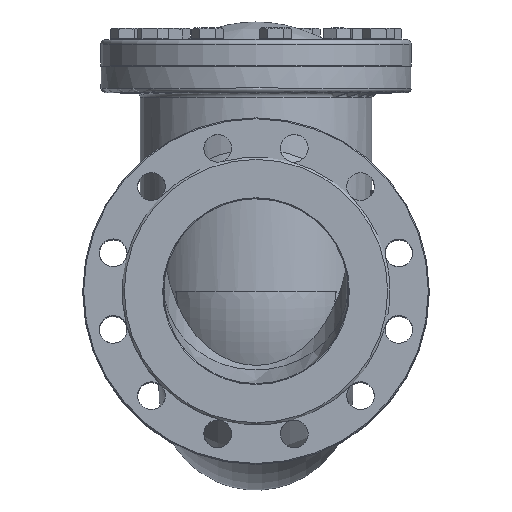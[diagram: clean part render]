
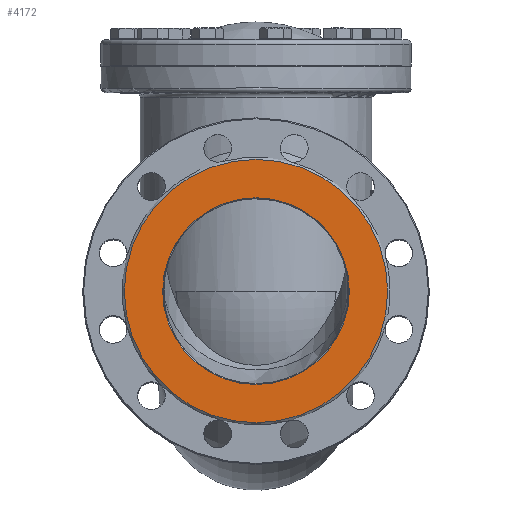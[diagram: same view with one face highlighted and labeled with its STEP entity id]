
A CAD part, top view. The second image highlights one B-rep face of the part: STEP entity #4172.
In plain terms, the highlighted planar face has unit normal (0, 0, 1).
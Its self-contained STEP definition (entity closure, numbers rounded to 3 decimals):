
#161=PLANE('',#4618);
#334=FACE_BOUND('',#792,.T.);
#492=FACE_OUTER_BOUND('',#791,.T.);
#791=EDGE_LOOP('',(#3426));
#792=EDGE_LOOP('',(#3427));
#1534=CIRCLE('',#4616,101.);
#1536=CIRCLE('',#4619,142.5);
#1911=VERTEX_POINT('',#10171);
#1913=VERTEX_POINT('',#10177);
#2437=EDGE_CURVE('',#1911,#1911,#1534,.T.);
#2440=EDGE_CURVE('',#1913,#1913,#1536,.T.);
#3426=ORIENTED_EDGE('',*,*,#2440,.T.);
#3427=ORIENTED_EDGE('',*,*,#2437,.F.);
#4172=ADVANCED_FACE('',(#492,#334),#161,.T.);
#4616=AXIS2_PLACEMENT_3D('',#10172,#5559,#5560);
#4618=AXIS2_PLACEMENT_3D('',#10176,#5564,#5565);
#4619=AXIS2_PLACEMENT_3D('',#10178,#5566,#5567);
#5559=DIRECTION('center_axis',(0.,0.,1.));
#5560=DIRECTION('ref_axis',(-1.,0.,0.));
#5564=DIRECTION('center_axis',(0.,0.,1.));
#5565=DIRECTION('ref_axis',(1.,0.,0.));
#5566=DIRECTION('center_axis',(0.,0.,1.));
#5567=DIRECTION('ref_axis',(1.,0.,0.));
#10171=CARTESIAN_POINT('',(101.,0.,34.5));
#10172=CARTESIAN_POINT('Origin',(0.,0.,34.5));
#10176=CARTESIAN_POINT('Origin',(0.,0.,34.5));
#10177=CARTESIAN_POINT('',(142.5,0.,34.5));
#10178=CARTESIAN_POINT('Origin',(0.,0.,34.5));
